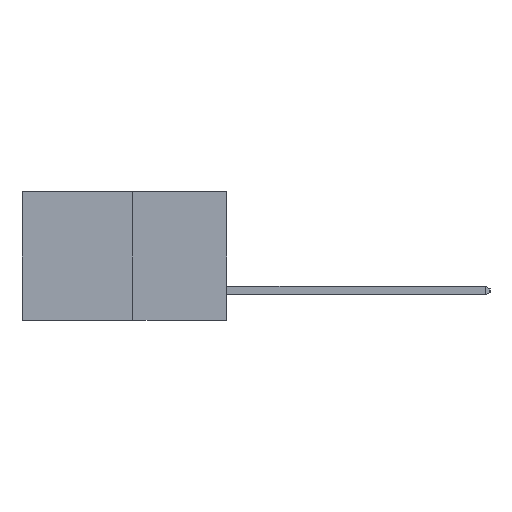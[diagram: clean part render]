
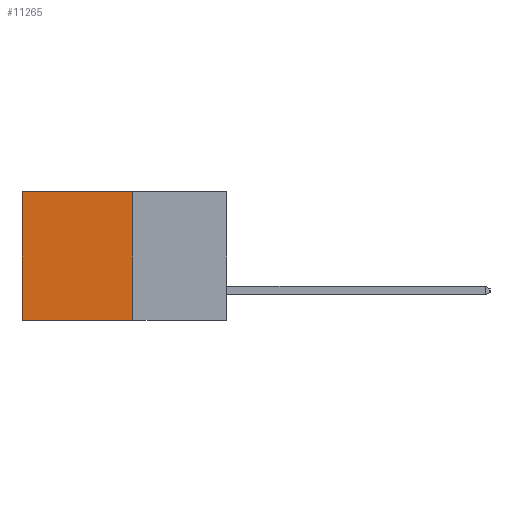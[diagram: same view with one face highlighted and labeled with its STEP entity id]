
A CAD part, left-side view. The second image highlights one B-rep face of the part: STEP entity #11265.
In plain terms, the highlighted planar face has unit normal (-1, 0, 0).
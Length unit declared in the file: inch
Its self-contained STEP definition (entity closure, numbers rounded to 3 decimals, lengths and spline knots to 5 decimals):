
#386 = VERTEX_POINT ( 'NONE', #7465 ) ;
#477 = EDGE_CURVE ( 'NONE', #4158, #15164, #2439, .T. ) ;
#1378 = ORIENTED_EDGE ( 'NONE', *, *, #2362, .T. ) ;
#2362 = EDGE_CURVE ( 'NONE', #15164, #9160, #15231, .T. ) ;
#2439 = LINE ( 'NONE', #4665, #8628 ) ;
#2827 = EDGE_CURVE ( 'NONE', #4158, #386, #14875, .T. ) ;
#3266 = ORIENTED_EDGE ( 'NONE', *, *, #2827, .F. ) ;
#3791 = CARTESIAN_POINT ( 'NONE',  ( 0.277, 0.59, -0.37 ) ) ;
#4086 = AXIS2_PLACEMENT_3D ( 'NONE', #4717, #4687, #4670 ) ;
#4158 = VERTEX_POINT ( 'NONE', #8861 ) ;
#4466 = DIRECTION ( 'NONE',  ( 0., 1., 0. ) ) ;
#4536 = FACE_OUTER_BOUND ( 'NONE', #5203, .T. ) ;
#4665 = CARTESIAN_POINT ( 'NONE',  ( 0.277, 0.27, 0. ) ) ;
#4670 = DIRECTION ( 'NONE',  ( 0., 0., -1. ) ) ;
#4687 = DIRECTION ( 'NONE',  ( 1., 0., 0. ) ) ;
#4717 = CARTESIAN_POINT ( 'NONE',  ( 0.277, 0.27, -0.37 ) ) ;
#4831 = PLANE ( 'NONE',  #4086 ) ;
#5203 = EDGE_LOOP ( 'NONE', ( #1378, #6896, #3266, #6277 ) ) ;
#5772 = EDGE_CURVE ( 'NONE', #386, #9160, #8848, .T. ) ;
#6068 = DIRECTION ( 'NONE',  ( 0., 0., -1. ) ) ;
#6277 = ORIENTED_EDGE ( 'NONE', *, *, #477, .T. ) ;
#6370 = CARTESIAN_POINT ( 'NONE',  ( 0.277, 0.27, -0.37 ) ) ;
#6448 = CARTESIAN_POINT ( 'NONE',  ( 0.277, 0.59, 0. ) ) ;
#6896 = ORIENTED_EDGE ( 'NONE', *, *, #5772, .F. ) ;
#7465 = CARTESIAN_POINT ( 'NONE',  ( 0.277, 0.27, -0.37 ) ) ;
#8628 = VECTOR ( 'NONE', #4466, 39.37008 ) ;
#8848 = LINE ( 'NONE', #15258, #14480 ) ;
#8861 = CARTESIAN_POINT ( 'NONE',  ( 0.277, 0.27, 0. ) ) ;
#9160 = VERTEX_POINT ( 'NONE', #3791 ) ;
#11265 = ADVANCED_FACE ( 'NONE', ( #4536 ), #4831, .F. ) ;
#11938 = VECTOR ( 'NONE', #12491, 39.37008 ) ;
#12491 = DIRECTION ( 'NONE',  ( 0., 0., -1. ) ) ;
#12591 = CARTESIAN_POINT ( 'NONE',  ( 0.277, 0.59, -0.37 ) ) ;
#14480 = VECTOR ( 'NONE', #15070, 39.37008 ) ;
#14546 = VECTOR ( 'NONE', #6068, 39.37008 ) ;
#14875 = LINE ( 'NONE', #6370, #14546 ) ;
#15070 = DIRECTION ( 'NONE',  ( 0., 1., 0. ) ) ;
#15164 = VERTEX_POINT ( 'NONE', #6448 ) ;
#15231 = LINE ( 'NONE', #12591, #11938 ) ;
#15258 = CARTESIAN_POINT ( 'NONE',  ( 0.277, 0.27, -0.37 ) ) ;
